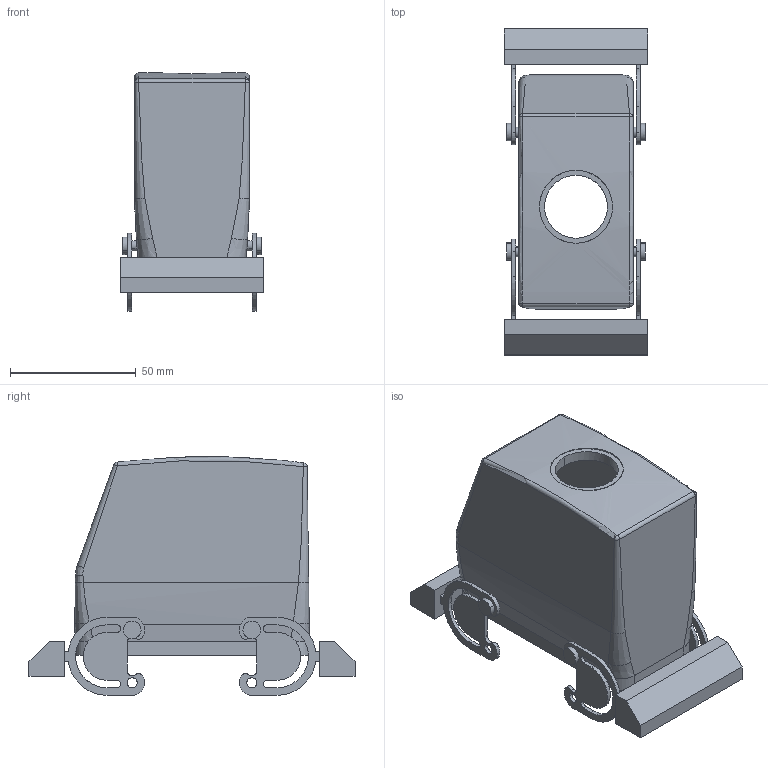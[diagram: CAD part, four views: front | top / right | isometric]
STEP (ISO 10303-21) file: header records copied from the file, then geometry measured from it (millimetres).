
FILE_DESCRIPTION(('CATIA V5 STEP Exchange','CAx-IF Rec.Pracs.--- Model Styling and Organization---1.4--- 2014-01-23'),'2;1');
FILE_NAME ('021565-1_1', '2019-10-26T08:55:41+00:00', ('none'), ('Weidmueller'), 'CATIA Version 5-6 Release 2016 SP3 HF44', 'CATIA V5 STEP AP214', 'none');
FILE_SCHEMA(('AUTOMOTIVE_DESIGN { 1 0 10303 214 1 1 1 1 }'));
Length unit declared in the file: millimetre
Products named in the file (1): 1787200000
Bounding box: 57 x 129.5 x 94.8 mm (x, y, z)
Volume: 122441.2 mm3; surface area: 58355.5 mm2
Topology: 2 solids, 2 shells, 265 faces, 701 edges, 452 vertices
Faces by surface type: plane 128, cylinder 115, bspline 20, torus 2
Entity records: 9893 total; most frequent: CARTESIAN_POINT 3820, ORIENTED_EDGE 1402, DIRECTION 926, EDGE_CURVE 701, VERTEX_POINT 452, VECTOR 385, LINE 385, AXIS2_PLACEMENT_3D 384
